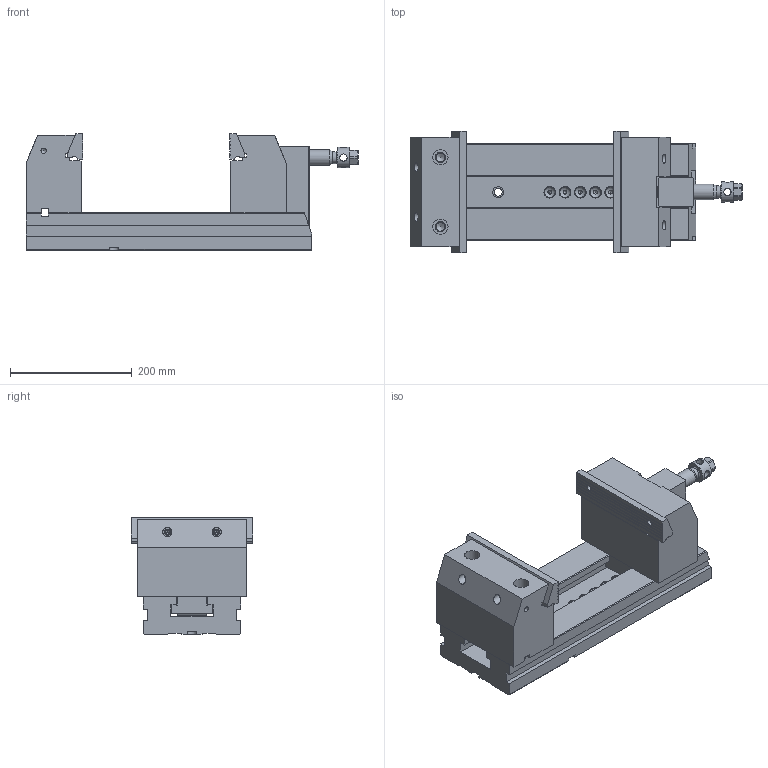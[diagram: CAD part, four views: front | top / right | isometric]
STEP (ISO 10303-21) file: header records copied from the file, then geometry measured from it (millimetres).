
FILE_DESCRIPTION(/* description */ (''),/* implementation_level */ '2;1');
FILE_NAME(/* name */ '300_200_Mordaza.stp',/* time_stamp */ '2015-01-08T09:44:46+01:00',/* author */ (''),/* organization */ (''),/* preprocessor_version */ 'ST-DEVELOPER v15',/* originating_system */ 'SIEMENS PLM Software NX 9.0',/* authorisation */ '');
FILE_SCHEMA (('CONFIG_CONTROL_DESIGN'));
Length unit declared in the file: millimetre
Products named in the file (1): 300_200_Mordaza
Bounding box: 546 x 200 x 192 mm (x, y, z)
Volume: 7738486.9 mm3; surface area: 685495.3 mm2
Topology: 11 solids, 11 shells, 491 faces, 1345 edges, 888 vertices
Faces by surface type: plane 280, cylinder 134, cone 56, sphere 11, torus 9, bspline 1
Full cylindrical faces by diameter (mm): 4.2 x1, 5.188 x5, 6.985 x4, 8.5 x4, 8.782 x6, 10 x4, 10.579 x3, 12 x4, 12.376 x2, 13 x5, 14.376 x2, 15 x6, 16 x2, 16.5 x1, 17 x2, 18 x2, 19 x3, 20 x3, 21.25 x1, 22 x2, 25 x2, 26 x1, 30 x2, 33.8 x1, 34 x3
Entity records: 14923 total; most frequent: CARTESIAN_POINT 3238, DIRECTION 2336, ORIENTED_EDGE 2226, EDGE_CURVE 1113, VERTEX_POINT 826, AXIS2_PLACEMENT_3D 801, LINE 734, VECTOR 734
